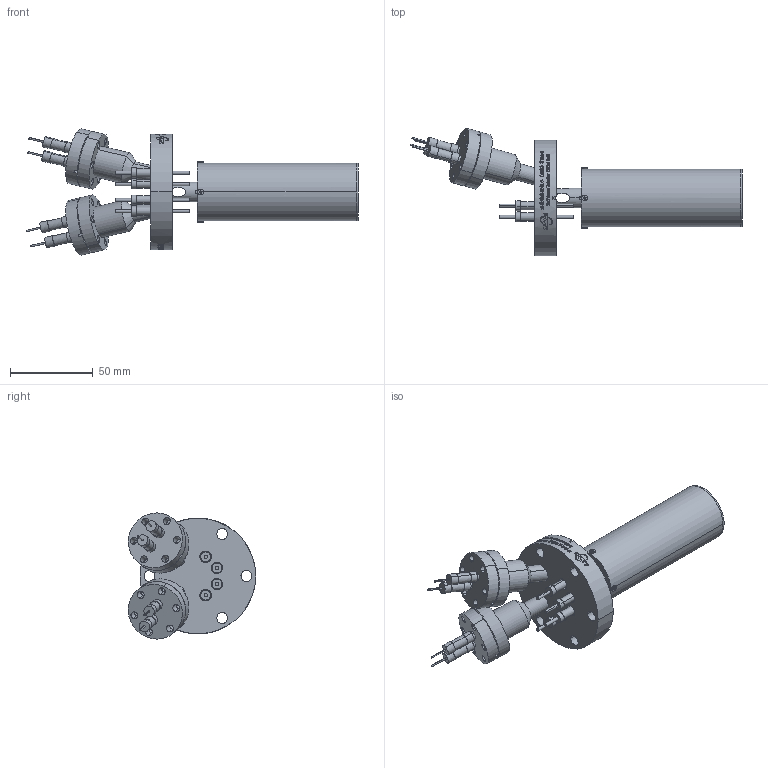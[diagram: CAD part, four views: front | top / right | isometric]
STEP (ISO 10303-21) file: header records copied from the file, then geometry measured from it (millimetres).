
FILE_DESCRIPTION (( 'STEP AP214' ), '1' );
FILE_NAME ('埻赽簪YL35-6-K-650.STEP', '2024-05-14T02:52:22', ( '' ), ( '' ), 'SwSTEP 2.0', 'SolidWorks 2020', '' );
FILE_SCHEMA (( 'AUTOMOTIVE_DESIGN' ));
Length unit declared in the file: millimetre
Products named in the file (14): そ敖芠-俋; 隅弇翐; 萇憤-2mm; CF35假蚾楊擘-慾嫖爾; CF16謗郋萇憤; 埭簪奪; 埻赽簪YL35-6-K-650; 峚奪賦凳蚾饜; そ敖裔-俋2; そ敖裔-俋; 禱牉謂翐; 萇憤楊擘; 19奪楊擘; 十字槽沉头 M2X6_十字槽沉头M2X6
Assembly tree (21 placements, depth 3):
  埻赽簪YL35-6-K-650
    峚奪賦凳蚾饜
      禱牉謂翐
    そ敖芠-俋
    そ敖裔-俋
    そ敖裔-俋2
    隅弇翐
    埭簪奪
    萇憤楊擘
      CF35假蚾楊擘-慾嫖爾
      萇憤-2mm  x4
      19奪楊擘  x2
      CF16謗郋萇憤  x2
    十字槽沉头 M2X6_十字槽沉头M2X6  x4
Bounding box: 201.13 x 77.19 x 76.45 mm (x, y, z)
Volume: 93071.8 mm3; surface area: 76243.1 mm2
Topology: 19 solids, 19 shells, 1815 faces, 4692 edges, 3107 vertices
Faces by surface type: cylinder 699, bspline 573, plane 507, cone 36
Entity records: 139289 total; most frequent: CARTESIAN_POINT 103553, ORIENTED_EDGE 8228, DIRECTION 5322, EDGE_CURVE 4114, VERTEX_POINT 2731, AXIS2_PLACEMENT_3D 2131, EDGE_LOOP 1997, B_SPLINE_CURVE_WITH_KNOTS 1921
